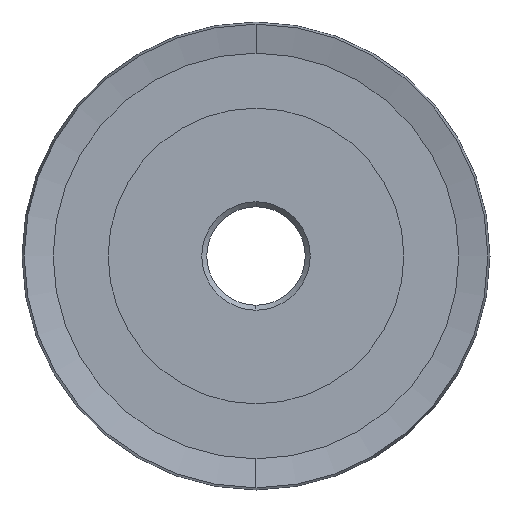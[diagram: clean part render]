
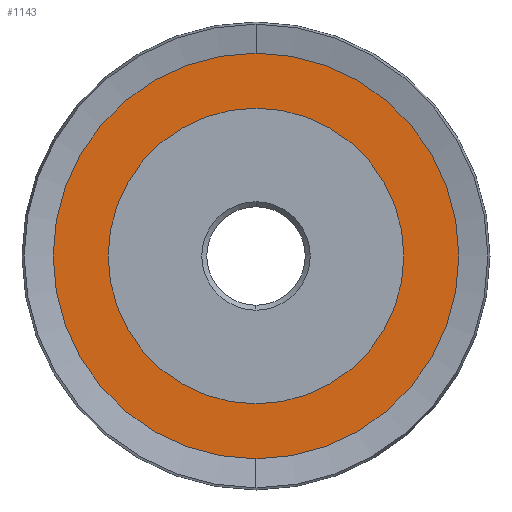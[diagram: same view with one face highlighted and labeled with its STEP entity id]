
A CAD part, left-side view. The second image highlights one B-rep face of the part: STEP entity #1143.
In plain terms, the highlighted planar face has unit normal (-1, 0, 0).
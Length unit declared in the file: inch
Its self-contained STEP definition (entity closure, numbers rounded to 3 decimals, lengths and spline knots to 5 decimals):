
#215 = DIRECTION ( 'NONE',  ( -1., 0., 0. ) ) ;
#314 = CARTESIAN_POINT ( 'NONE',  ( 0.04, 0., 0. ) ) ;
#549 = VERTEX_POINT ( 'NONE', #1131 ) ;
#701 = ORIENTED_EDGE ( 'NONE', *, *, #4373, .F. ) ;
#793 = DIRECTION ( 'NONE',  ( 0., 0., 1. ) ) ;
#1039 = CIRCLE ( 'NONE', #2199, 0.7718 ) ;
#1094 = CIRCLE ( 'NONE', #5150, 0.5625 ) ;
#1131 = CARTESIAN_POINT ( 'NONE',  ( 0.04, 0., -0.5625 ) ) ;
#1134 = VERTEX_POINT ( 'NONE', #4848 ) ;
#1143 = ADVANCED_FACE ( 'NONE', ( #4737, #2395 ), #1615, .T. ) ;
#1164 = EDGE_CURVE ( 'NONE', #549, #4598, #3631, .T. ) ;
#1170 = EDGE_CURVE ( 'NONE', #1134, #2668, #1039, .T. ) ;
#1584 = ORIENTED_EDGE ( 'NONE', *, *, #1170, .T. ) ;
#1615 = PLANE ( 'NONE',  #2276 ) ;
#1720 = DIRECTION ( 'NONE',  ( -1., 0., 0. ) ) ;
#2199 = AXIS2_PLACEMENT_3D ( 'NONE', #4497, #1720, #4961 ) ;
#2205 = AXIS2_PLACEMENT_3D ( 'NONE', #314, #3560, #793 ) ;
#2232 = CARTESIAN_POINT ( 'NONE',  ( 0.04, 0., 0. ) ) ;
#2249 = DIRECTION ( 'NONE',  ( -1., 0., 0. ) ) ;
#2276 = AXIS2_PLACEMENT_3D ( 'NONE', #5320, #215, #3465 ) ;
#2375 = AXIS2_PLACEMENT_3D ( 'NONE', #2232, #5488, #2686 ) ;
#2395 = FACE_OUTER_BOUND ( 'NONE', #3900, .T. ) ;
#2635 = EDGE_LOOP ( 'NONE', ( #2879, #701 ) ) ;
#2668 = VERTEX_POINT ( 'NONE', #3642 ) ;
#2686 = DIRECTION ( 'NONE',  ( 0., 0., 1. ) ) ;
#2879 = ORIENTED_EDGE ( 'NONE', *, *, #1164, .F. ) ;
#2958 = CARTESIAN_POINT ( 'NONE',  ( 0.04, 0., 0.5625 ) ) ;
#3465 = DIRECTION ( 'NONE',  ( 0., 0., 1. ) ) ;
#3560 = DIRECTION ( 'NONE',  ( -1., 0., 0. ) ) ;
#3631 = CIRCLE ( 'NONE', #2205, 0.5625 ) ;
#3642 = CARTESIAN_POINT ( 'NONE',  ( 0.04, 0., -0.7718 ) ) ;
#3900 = EDGE_LOOP ( 'NONE', ( #1584, #5578 ) ) ;
#4373 = EDGE_CURVE ( 'NONE', #4598, #549, #1094, .T. ) ;
#4497 = CARTESIAN_POINT ( 'NONE',  ( 0.04, 0., 0. ) ) ;
#4598 = VERTEX_POINT ( 'NONE', #2958 ) ;
#4737 = FACE_BOUND ( 'NONE', #2635, .T. ) ;
#4848 = CARTESIAN_POINT ( 'NONE',  ( 0.04, 0., 0.7718 ) ) ;
#4961 = DIRECTION ( 'NONE',  ( 0., 0., 1. ) ) ;
#5033 = CARTESIAN_POINT ( 'NONE',  ( 0.04, 0., 0. ) ) ;
#5044 = CIRCLE ( 'NONE', #2375, 0.7718 ) ;
#5150 = AXIS2_PLACEMENT_3D ( 'NONE', #5033, #2249, #5511 ) ;
#5320 = CARTESIAN_POINT ( 'NONE',  ( 0.04, 0., 0. ) ) ;
#5488 = DIRECTION ( 'NONE',  ( -1., 0., 0. ) ) ;
#5511 = DIRECTION ( 'NONE',  ( 0., 0., 1. ) ) ;
#5578 = ORIENTED_EDGE ( 'NONE', *, *, #5712, .T. ) ;
#5712 = EDGE_CURVE ( 'NONE', #2668, #1134, #5044, .T. ) ;
